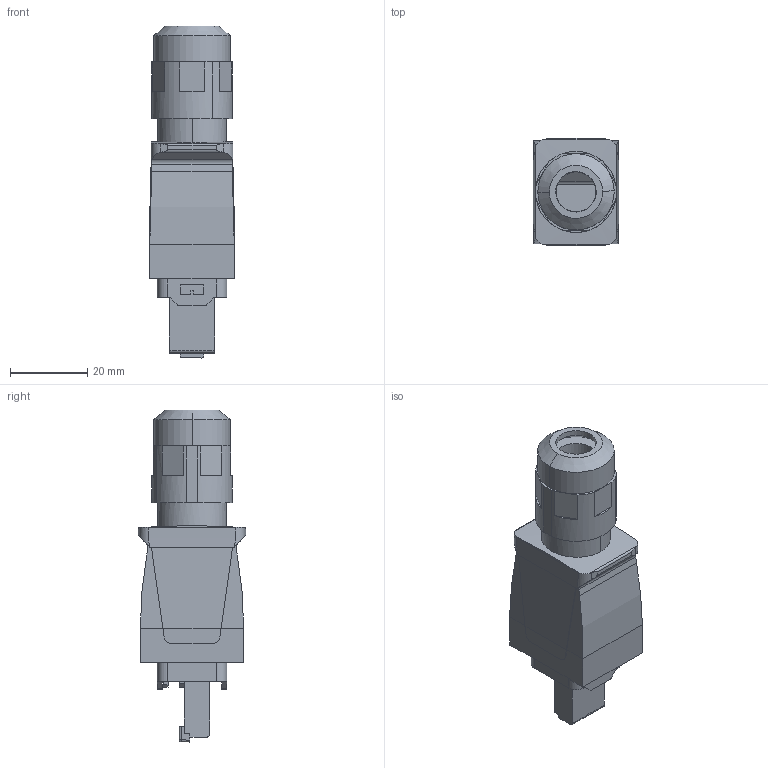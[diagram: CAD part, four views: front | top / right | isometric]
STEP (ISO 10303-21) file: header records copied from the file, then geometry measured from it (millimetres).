
FILE_DESCRIPTION(('CATIA V5 STEP Exchange','CAx-IF Rec.Pracs.--- Model Styling and Organization---1.5--- 2016-08-15','CAx-IF Rec.Pracs.---Supplemental Geometry---1.0---2011-11-01','CAx-IF Rec.Pracs.--- Composite Materials ---1.1---2010-07-15'),'2;1');
FILE_NAME ('003235-4_2', '2025-08-01T09:32:56+00:00', ('none'), ('Weidmueller'), 'CATIA Version 5-6 Release 2024 SP4', 'CATIA V5 STEP AP214 v3', 'none');
FILE_SCHEMA(('AUTOMOTIVE_DESIGN { 1 0 10303 214 1 1 1 1 }'));
Length unit declared in the file: millimetre
Products named in the file (1): 1012170000
Bounding box: 22.3 x 28 x 86.12 mm (x, y, z)
Volume: 21640.9 mm3; surface area: 23493.4 mm2
Topology: 1 solids, 4 shells, 673 faces, 2078 edges, 1409 vertices
Faces by surface type: plane 433, cylinder 177, bspline 23, extrusion 22, cone 16, sphere 2
Entity records: 24445 total; most frequent: CARTESIAN_POINT 6730, ORIENTED_EDGE 4152, DIRECTION 2715, EDGE_CURVE 2076, VECTOR 1489, LINE 1467, VERTEX_POINT 1409, AXIS2_PLACEMENT_3D 787
